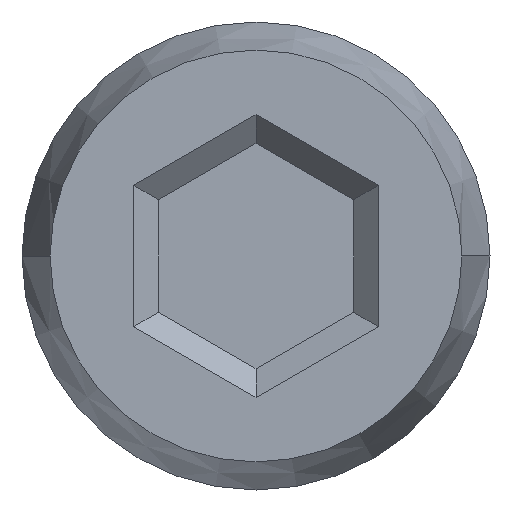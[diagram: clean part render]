
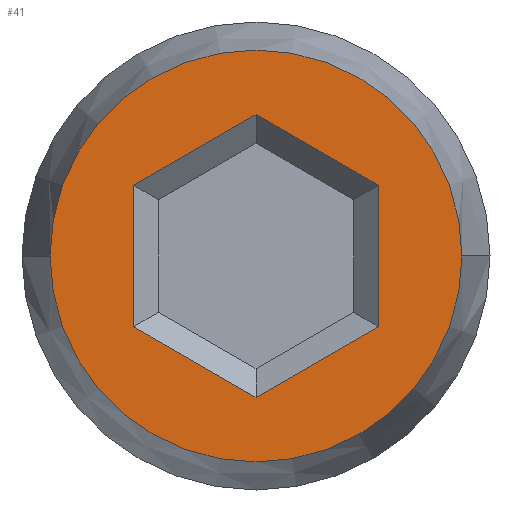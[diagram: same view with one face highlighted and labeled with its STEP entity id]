
A CAD part, left-side view. The second image highlights one B-rep face of the part: STEP entity #41.
In plain terms, the highlighted planar face has unit normal (-1, 0, 0).
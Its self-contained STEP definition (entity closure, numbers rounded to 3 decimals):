
#27 = ORIENTED_EDGE ( 'NONE', *, *, #70, .F. ) ;
#32 = EDGE_CURVE ( 'NONE', #72, #71, #495, .T. ) ;
#34 = ORIENTED_EDGE ( 'NONE', *, *, #32, .F. ) ;
#41 = ADVANCED_FACE ( 'NONE', ( #477, #476 ), #510, .T. ) ;
#42 = EDGE_LOOP ( 'NONE', ( #43, #115, #111, #113, #102, #105 ) ) ;
#43 = ORIENTED_EDGE ( 'NONE', *, *, #44, .T. ) ;
#44 = EDGE_CURVE ( 'NONE', #118, #117, #505, .T. ) ;
#70 = EDGE_CURVE ( 'NONE', #71, #72, #716, .T. ) ;
#71 = VERTEX_POINT ( 'NONE', #740 ) ;
#72 = VERTEX_POINT ( 'NONE', #739 ) ;
#101 = VERTEX_POINT ( 'NONE', #551 ) ;
#102 = ORIENTED_EDGE ( 'NONE', *, *, #107, .T. ) ;
#103 = VERTEX_POINT ( 'NONE', #550 ) ;
#104 = EDGE_CURVE ( 'NONE', #110, #101, #549, .T. ) ;
#105 = ORIENTED_EDGE ( 'NONE', *, *, #108, .T. ) ;
#106 = EDGE_LOOP ( 'NONE', ( #27, #34 ) ) ;
#107 = EDGE_CURVE ( 'NONE', #101, #103, #545, .T. ) ;
#108 = EDGE_CURVE ( 'NONE', #103, #118, #541, .T. ) ;
#109 = EDGE_CURVE ( 'NONE', #117, #114, #695, .T. ) ;
#110 = VERTEX_POINT ( 'NONE', #691 ) ;
#111 = ORIENTED_EDGE ( 'NONE', *, *, #112, .T. ) ;
#112 = EDGE_CURVE ( 'NONE', #114, #110, #690, .T. ) ;
#113 = ORIENTED_EDGE ( 'NONE', *, *, #104, .T. ) ;
#114 = VERTEX_POINT ( 'NONE', #686 ) ;
#115 = ORIENTED_EDGE ( 'NONE', *, *, #109, .T. ) ;
#117 = VERTEX_POINT ( 'NONE', #680 ) ;
#118 = VERTEX_POINT ( 'NONE', #679 ) ;
#466 = DIRECTION ( 'NONE',  ( 0., 1., 0. ) ) ;
#467 = DIRECTION ( 'NONE',  ( 1., 0., 0. ) ) ;
#468 = CARTESIAN_POINT ( 'NONE',  ( -25.416, 1.475, -0.692 ) ) ;
#476 = FACE_OUTER_BOUND ( 'NONE', #106, .T. ) ;
#477 = FACE_BOUND ( 'NONE', #42, .T. ) ;
#494 = AXIS2_PLACEMENT_3D ( 'NONE', #468, #467, #466 ) ;
#495 = CIRCLE ( 'NONE', #494, 2.095 ) ;
#502 = DIRECTION ( 'NONE',  ( 0., 0.866, -0.5 ) ) ;
#503 = VECTOR ( 'NONE', #502, 1000. ) ;
#504 = CARTESIAN_POINT ( 'NONE',  ( -25.416, 1.348, -2.058 ) ) ;
#505 = LINE ( 'NONE', #504, #503 ) ;
#506 = DIRECTION ( 'NONE',  ( 0., -1., 0. ) ) ;
#507 = DIRECTION ( 'NONE',  ( -1., 0., 0. ) ) ;
#508 = CARTESIAN_POINT ( 'NONE',  ( -25.416, 1.475, -0.692 ) ) ;
#509 = AXIS2_PLACEMENT_3D ( 'NONE', #508, #507, #506 ) ;
#510 = PLANE ( 'NONE',  #509 ) ;
#538 = DIRECTION ( 'NONE',  ( 0., 0., -1. ) ) ;
#539 = VECTOR ( 'NONE', #538, 1000. ) ;
#540 = CARTESIAN_POINT ( 'NONE',  ( -25.416, 0.229, -1.265 ) ) ;
#541 = LINE ( 'NONE', #540, #539 ) ;
#542 = DIRECTION ( 'NONE',  ( 0., -0.866, -0.5 ) ) ;
#543 = VECTOR ( 'NONE', #542, 1000. ) ;
#544 = CARTESIAN_POINT ( 'NONE',  ( -25.416, 0.356, 0.101 ) ) ;
#545 = LINE ( 'NONE', #544, #543 ) ;
#546 = DIRECTION ( 'NONE',  ( 0., -0.866, 0.5 ) ) ;
#547 = VECTOR ( 'NONE', #546, 1000. ) ;
#548 = CARTESIAN_POINT ( 'NONE',  ( -25.416, 1.602, 0.673 ) ) ;
#549 = LINE ( 'NONE', #548, #547 ) ;
#550 = CARTESIAN_POINT ( 'NONE',  ( -25.416, 0.229, 0.027 ) ) ;
#551 = CARTESIAN_POINT ( 'NONE',  ( -25.416, 1.475, 0.747 ) ) ;
#578 = DIRECTION ( 'NONE',  ( 0., 1., 0. ) ) ;
#579 = DIRECTION ( 'NONE',  ( 1., 0., 0. ) ) ;
#580 = CARTESIAN_POINT ( 'NONE',  ( -25.416, 1.475, -0.692 ) ) ;
#581 = AXIS2_PLACEMENT_3D ( 'NONE', #580, #579, #578 ) ;
#679 = CARTESIAN_POINT ( 'NONE',  ( -25.416, 0.229, -1.412 ) ) ;
#680 = CARTESIAN_POINT ( 'NONE',  ( -25.416, 1.475, -2.131 ) ) ;
#686 = CARTESIAN_POINT ( 'NONE',  ( -25.416, 2.722, -1.412 ) ) ;
#687 = DIRECTION ( 'NONE',  ( 0., 0., 1. ) ) ;
#688 = VECTOR ( 'NONE', #687, 1000. ) ;
#689 = CARTESIAN_POINT ( 'NONE',  ( -25.416, 2.722, -0.119 ) ) ;
#690 = LINE ( 'NONE', #689, #688 ) ;
#691 = CARTESIAN_POINT ( 'NONE',  ( -25.416, 2.722, 0.027 ) ) ;
#692 = DIRECTION ( 'NONE',  ( 0., 0.866, 0.5 ) ) ;
#693 = VECTOR ( 'NONE', #692, 1000. ) ;
#694 = CARTESIAN_POINT ( 'NONE',  ( -25.416, 2.595, -1.485 ) ) ;
#695 = LINE ( 'NONE', #694, #693 ) ;
#716 = CIRCLE ( 'NONE', #581, 2.095 ) ;
#739 = CARTESIAN_POINT ( 'NONE',  ( -25.416, -0.62, -0.692 ) ) ;
#740 = CARTESIAN_POINT ( 'NONE',  ( -25.416, 3.571, -0.692 ) ) ;
